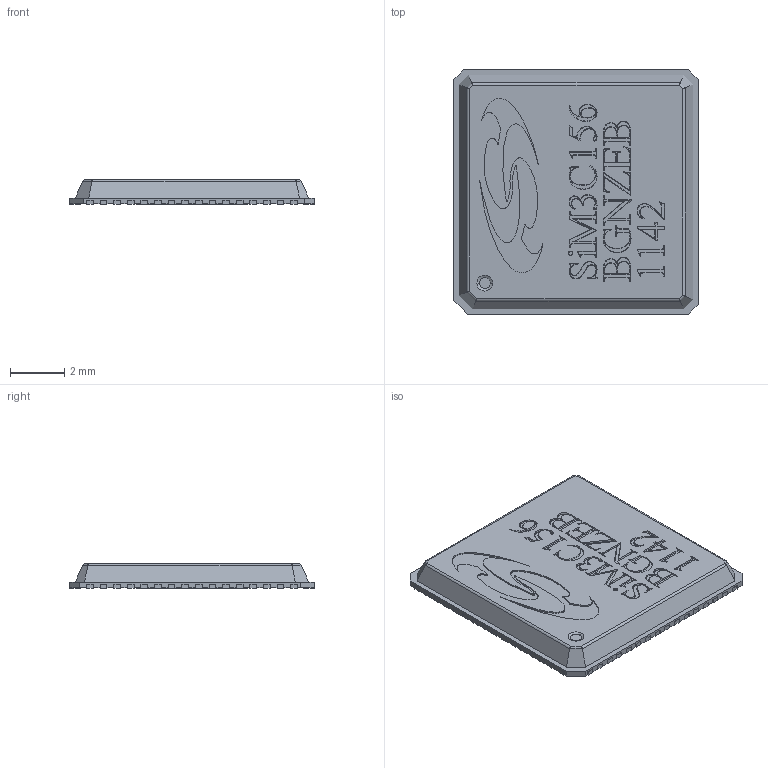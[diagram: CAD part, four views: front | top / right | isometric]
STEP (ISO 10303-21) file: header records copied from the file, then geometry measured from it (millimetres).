
FILE_DESCRIPTION (( 'STEP AP214' ), '1' );
FILE_NAME ('User Library-SiLabs QFN64 (9x9).STEP', '2013-03-04T09:14:49', ( 'Windows User' ), ( '' ), 'SwSTEP 2.0', 'SolidWorks 2013', '' );
FILE_SCHEMA (( 'AUTOMOTIVE_DESIGN' ));
Length unit declared in the file: millimetre
Products named in the file (1): User Library-SiLabs QFN64 (9x9)
Bounding box: 9 x 9 x 0.9 mm (x, y, z)
Volume: 61.9 mm3; surface area: 180.3 mm2
Topology: 1 solids, 1 shells, 817 faces, 2350 edges, 1564 vertices
Faces by surface type: plane 608, bspline 199, cylinder 8, cone 2
Entity records: 44078 total; most frequent: CARTESIAN_POINT 15504, ORIENTED_EDGE 4700, DIRECTION 2945, EDGE_CURVE 2350, VECTOR 1699, LINE 1699, VERTEX_POINT 1564, EDGE_LOOP 846
